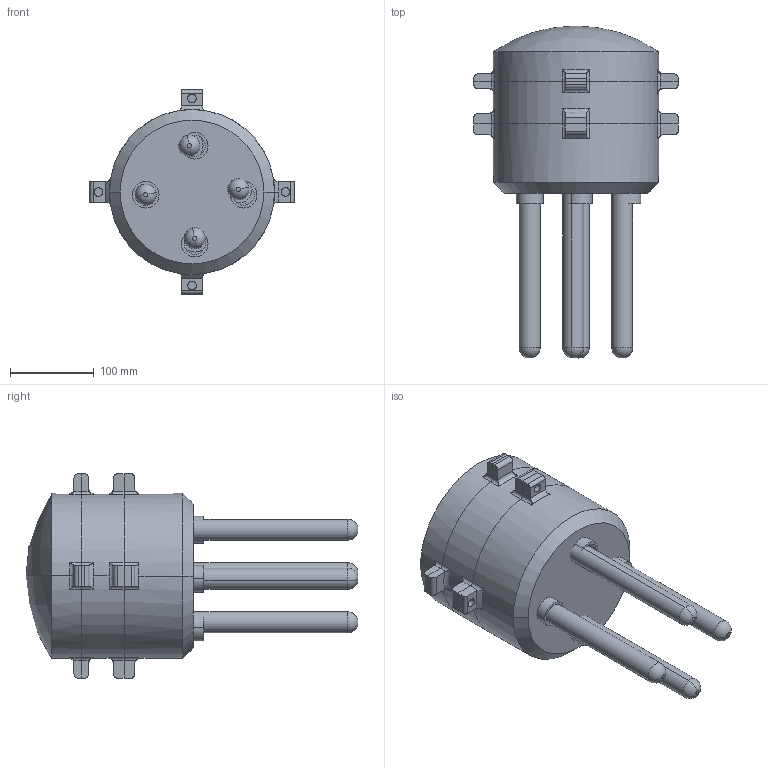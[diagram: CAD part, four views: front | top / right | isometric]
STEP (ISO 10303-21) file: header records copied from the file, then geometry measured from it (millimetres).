
FILE_DESCRIPTION (( 'STEP AP203' ), '1' );
FILE_NAME ('Squid.STEP', '2024-08-15T00:09:26', ( '' ), ( '' ), 'SwSTEP 2.0', 'SolidWorks 2023', '' );
FILE_SCHEMA (( 'CONFIG_CONTROL_DESIGN' ));
Length unit declared in the file: inch
Products named in the file (5): Top Level of Kraken^Squid; Kraken(My Version); Squid; Kraken Tentacle; Kraken(My Version) Second Half^Squid
Assembly tree (7 placements, depth 2):
  Squid
    Kraken(My Version)
    Kraken(My Version) Second Half^Squid
    Top Level of Kraken^Squid
    Kraken Tentacle  x4
Bounding box: 243.67 x 395.85 x 243.46 mm (x, y, z)
Volume: 2948967.3 mm3; surface area: 498865.1 mm2
Topology: 7 solids, 7 shells, 261 faces, 711 edges, 465 vertices
Faces by surface type: cylinder 135, plane 90, torus 19, sphere 10, cone 7
Entity records: 8525 total; most frequent: CARTESIAN_POINT 1921, DIRECTION 1296, ORIENTED_EDGE 1258, EDGE_CURVE 629, AXIS2_PLACEMENT_3D 506, VERTEX_POINT 415, LINE 284, VECTOR 284
